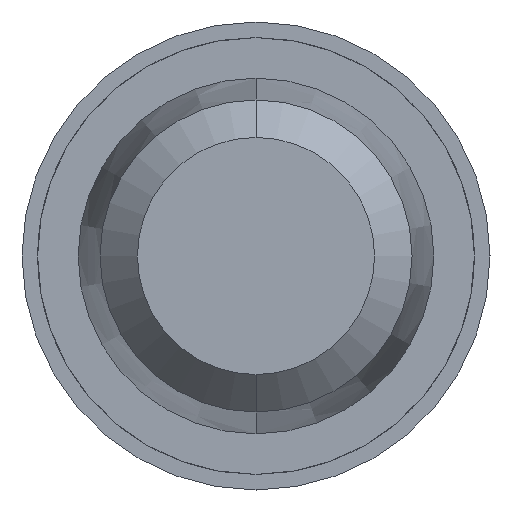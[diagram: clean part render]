
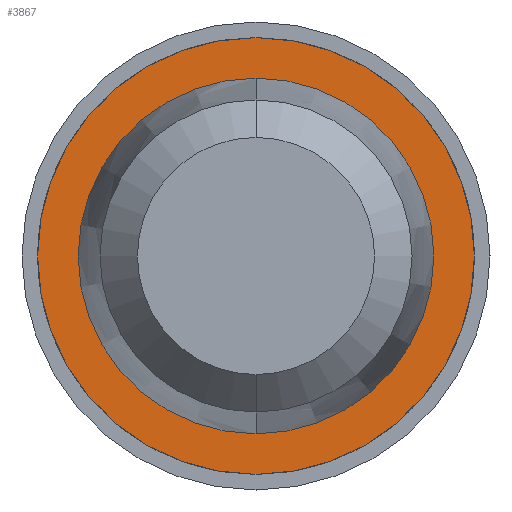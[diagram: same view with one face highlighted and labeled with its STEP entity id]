
A CAD part, front view. The second image highlights one B-rep face of the part: STEP entity #3867.
In plain terms, the highlighted planar face has unit normal (0, -1, 0).
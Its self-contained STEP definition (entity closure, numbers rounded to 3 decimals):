
#4 = VERTEX_POINT ( 'NONE', #971 ) ;
#70 = EDGE_LOOP ( 'NONE', ( #713, #2498 ) ) ;
#94 = CARTESIAN_POINT ( 'NONE',  ( 0., 26., 0. ) ) ;
#207 = DIRECTION ( 'NONE',  ( 0., -1., 0. ) ) ;
#240 = AXIS2_PLACEMENT_3D ( 'NONE', #94, #1416, #2628 ) ;
#344 = DIRECTION ( 'NONE',  ( 0., -1., 0. ) ) ;
#507 = DIRECTION ( 'NONE',  ( 0., 0., -1. ) ) ;
#552 = CARTESIAN_POINT ( 'NONE',  ( 0., 26., -0.7 ) ) ;
#713 = ORIENTED_EDGE ( 'NONE', *, *, #2343, .T. ) ;
#818 = EDGE_LOOP ( 'NONE', ( #1463, #1524 ) ) ;
#874 = CIRCLE ( 'NONE', #2401, 0.57 ) ;
#910 = CARTESIAN_POINT ( 'NONE',  ( 0., 26., 0. ) ) ;
#971 = CARTESIAN_POINT ( 'NONE',  ( 0., 26., 0.57 ) ) ;
#1019 = DIRECTION ( 'NONE',  ( 0., 0., -1. ) ) ;
#1172 = EDGE_CURVE ( 'Defeature ausgef�hrt1_14+Defeature ausgef�hrt1_15+Defeature ausgef�hrt1_15+Defeature ausgef�hrt1_15', #4, #2117, #3406, .T. ) ;
#1182 = PLANE ( 'NONE',  #1506 ) ;
#1416 = DIRECTION ( 'NONE',  ( 0., -1., 0. ) ) ;
#1463 = ORIENTED_EDGE ( 'NONE', *, *, #1172, .F. ) ;
#1506 = AXIS2_PLACEMENT_3D ( 'NONE', #2716, #207, #2675 ) ;
#1524 = ORIENTED_EDGE ( 'NONE', *, *, #3072, .F. ) ;
#1570 = FACE_BOUND ( 'NONE', #818, .T. ) ;
#1791 = CARTESIAN_POINT ( 'NONE',  ( 0., 26., -0.57 ) ) ;
#1913 = DIRECTION ( 'NONE',  ( 0., 0., -1. ) ) ;
#2117 = VERTEX_POINT ( 'NONE', #1791 ) ;
#2333 = CIRCLE ( 'NONE', #240, 0.7 ) ;
#2343 = EDGE_CURVE ( 'Defeature ausgef�hrt1_15+Defeature ausgef�hrt1_16+Defeature ausgef�hrt1_16+Defeature ausgef�hrt1_16', #3297, #3653, #3457, .T. ) ;
#2401 = AXIS2_PLACEMENT_3D ( 'NONE', #2876, #3869, #1019 ) ;
#2430 = FACE_OUTER_BOUND ( 'NONE', #70, .T. ) ;
#2498 = ORIENTED_EDGE ( 'NONE', *, *, #3768, .T. ) ;
#2628 = DIRECTION ( 'NONE',  ( 0., 0., -1. ) ) ;
#2675 = DIRECTION ( 'NONE',  ( 0., 0., -1. ) ) ;
#2707 = AXIS2_PLACEMENT_3D ( 'NONE', #3931, #2966, #507 ) ;
#2716 = CARTESIAN_POINT ( 'NONE',  ( 0.57, 26., 0. ) ) ;
#2876 = CARTESIAN_POINT ( 'NONE',  ( 0., 26., 0. ) ) ;
#2885 = CARTESIAN_POINT ( 'NONE',  ( 0., 26., 0.7 ) ) ;
#2966 = DIRECTION ( 'NONE',  ( 0., -1., 0. ) ) ;
#3072 = EDGE_CURVE ( 'Defeature ausgef�hrt1_14+Defeature ausgef�hrt1_15+Defeature ausgef�hrt1_15+Defeature ausgef�hrt1_15', #2117, #4, #874, .T. ) ;
#3076 = AXIS2_PLACEMENT_3D ( 'NONE', #910, #344, #1913 ) ;
#3297 = VERTEX_POINT ( 'NONE', #552 ) ;
#3406 = CIRCLE ( 'NONE', #3076, 0.57 ) ;
#3457 = CIRCLE ( 'NONE', #2707, 0.7 ) ;
#3653 = VERTEX_POINT ( 'NONE', #2885 ) ;
#3768 = EDGE_CURVE ( 'Defeature ausgef�hrt1_15+Defeature ausgef�hrt1_16+Defeature ausgef�hrt1_16+Defeature ausgef�hrt1_16', #3653, #3297, #2333, .T. ) ;
#3867 = ADVANCED_FACE ( 'Defeature ausgef�hrt1_15', ( #2430, #1570 ), #1182, .T. ) ;
#3869 = DIRECTION ( 'NONE',  ( 0., -1., 0. ) ) ;
#3931 = CARTESIAN_POINT ( 'NONE',  ( 0., 26., 0. ) ) ;
